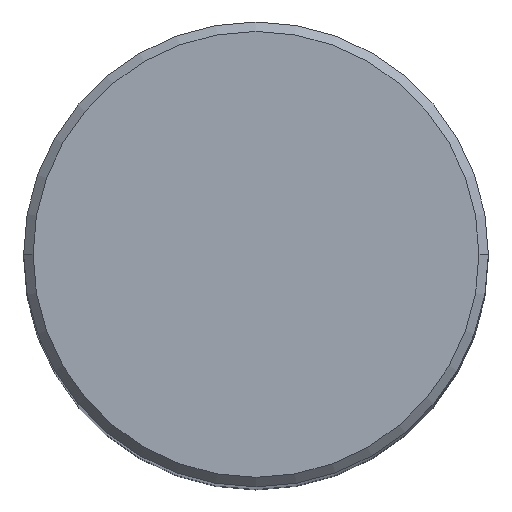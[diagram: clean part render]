
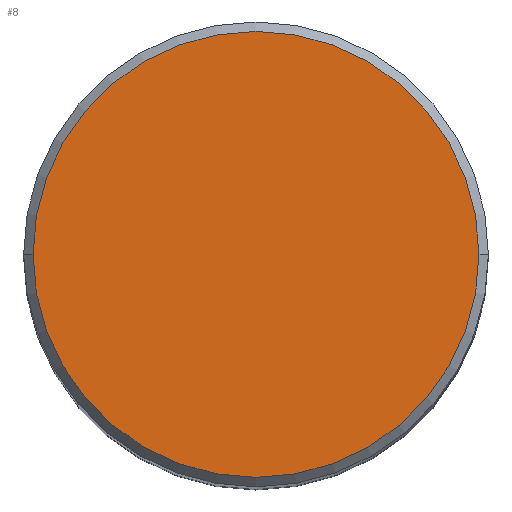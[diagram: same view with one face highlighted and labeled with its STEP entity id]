
A CAD part, top view. The second image highlights one B-rep face of the part: STEP entity #8.
In plain terms, the highlighted planar face has unit normal (0, 0, 1).
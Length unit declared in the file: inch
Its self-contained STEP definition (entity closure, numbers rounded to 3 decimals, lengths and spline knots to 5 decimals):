
#8 = ADVANCED_FACE ( 'NONE', ( #323 ), #334, .F. ) ;
#14 = DIRECTION ( 'NONE',  ( 0., 0., -1. ) ) ;
#34 = CARTESIAN_POINT ( 'NONE',  ( 0., 0.47215, 0. ) ) ;
#61 = VERTEX_POINT ( 'NONE', #63 ) ;
#63 = CARTESIAN_POINT ( 'NONE',  ( 0.47215, 0., 0. ) ) ;
#105 = EDGE_CURVE ( 'NONE', #305, #61, #187, .T. ) ;
#114 = DIRECTION ( 'NONE',  ( 0., 0., 1. ) ) ;
#122 = AXIS2_PLACEMENT_3D ( 'NONE', #243, #404, #177 ) ;
#134 = ORIENTED_EDGE ( 'NONE', *, *, #105, .T. ) ;
#148 = CARTESIAN_POINT ( 'NONE',  ( 0., 0., 0. ) ) ;
#156 = EDGE_CURVE ( 'NONE', #61, #305, #417, .T. ) ;
#177 = DIRECTION ( 'NONE',  ( 1., 0., 0. ) ) ;
#187 = CIRCLE ( 'NONE', #122, 0.47215 ) ;
#243 = CARTESIAN_POINT ( 'NONE',  ( 0., 0., 0. ) ) ;
#286 = ORIENTED_EDGE ( 'NONE', *, *, #156, .T. ) ;
#294 = DIRECTION ( 'NONE',  ( -1., 0., 0. ) ) ;
#305 = VERTEX_POINT ( 'NONE', #416 ) ;
#310 = DIRECTION ( 'NONE',  ( 1., 0., 0. ) ) ;
#319 = AXIS2_PLACEMENT_3D ( 'NONE', #34, #14, #294 ) ;
#323 = FACE_OUTER_BOUND ( 'NONE', #385, .T. ) ;
#325 = AXIS2_PLACEMENT_3D ( 'NONE', #148, #114, #310 ) ;
#334 = PLANE ( 'NONE',  #319 ) ;
#385 = EDGE_LOOP ( 'NONE', ( #134, #286 ) ) ;
#404 = DIRECTION ( 'NONE',  ( 0., 0., 1. ) ) ;
#416 = CARTESIAN_POINT ( 'NONE',  ( -0.47215, 0., 0. ) ) ;
#417 = CIRCLE ( 'NONE', #325, 0.47215 ) ;
